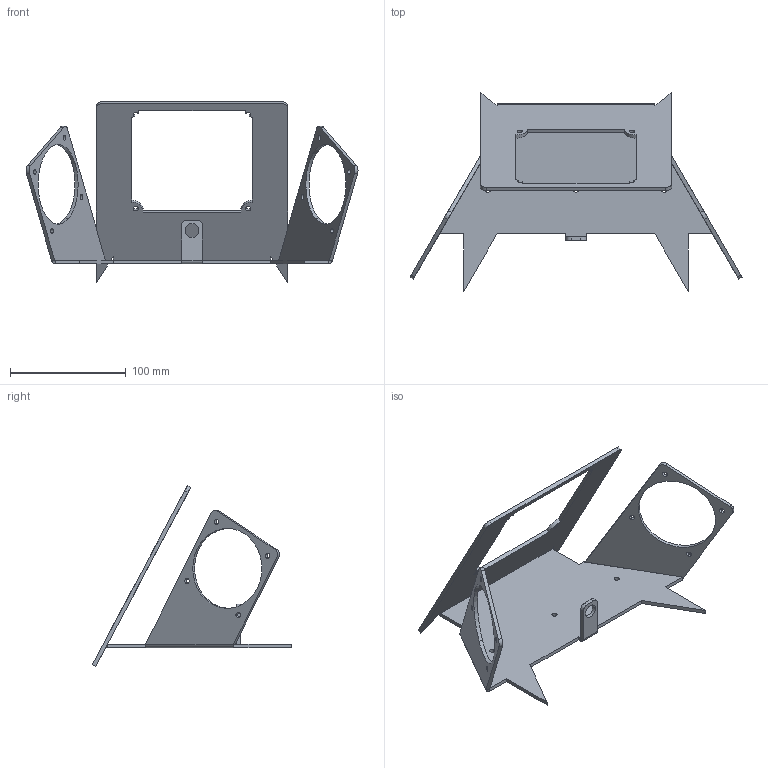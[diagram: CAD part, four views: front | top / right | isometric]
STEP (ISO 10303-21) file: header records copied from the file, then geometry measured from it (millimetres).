
FILE_DESCRIPTION (( 'STEP AP214' ), '1' );
FILE_NAME ('tapeplate2.STEP', '2024-02-27T04:33:49', ( '' ), ( '' ), 'SwSTEP 2.0', 'SolidWorks 2024', '' );
FILE_SCHEMA (( 'AUTOMOTIVE_DESIGN' ));
Length unit declared in the file: millimetre
Products named in the file (1): tapeplate2
Bounding box: 286.82 x 172.19 x 156.15 mm (x, y, z)
Volume: 149573.5 mm3; surface area: 103081.3 mm2
Topology: 1 solids, 1 shells, 109 faces, 289 edges, 182 vertices
Faces by surface type: cylinder 57, plane 48, bspline 4
Entity records: 3568 total; most frequent: CARTESIAN_POINT 729, DIRECTION 591, ORIENTED_EDGE 578, EDGE_CURVE 289, AXIS2_PLACEMENT_3D 212, VERTEX_POINT 182, VECTOR 167, LINE 167
